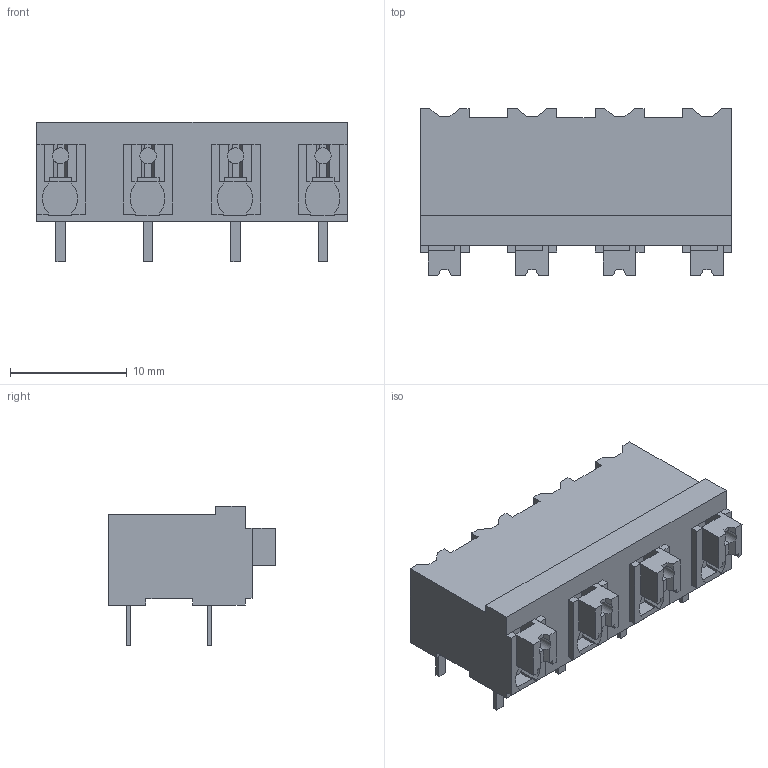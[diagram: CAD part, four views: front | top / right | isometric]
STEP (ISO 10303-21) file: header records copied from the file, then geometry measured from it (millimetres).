
FILE_DESCRIPTION(('CATIA V5 STEP Exchange','CAx-IF Rec.Pracs.--- Model Styling and Organization---1.2---2011-12-15'),'2;1');
FILE_NAME ('D1456811_0_1824900000_1824900000.stp','2018-03-15T10:04:28+00:00',('none'),('Weidmueller'),'CATIA Version 5-6 Release 2014','CATIA V5 STEP AP214','none');
FILE_SCHEMA(('AUTOMOTIVE_DESIGN { 1 0 10303 214 1 1 1 1 }'));
Length unit declared in the file: millimetre
Products named in the file (1): 1824900000 
Bounding box: 26.63 x 14.3 x 12 mm (x, y, z)
Volume: 2249.2 mm3; surface area: 1900.9 mm2
Topology: 13 solids, 13 shells, 354 faces, 1013 edges, 683 vertices
Faces by surface type: plane 322, cylinder 32
Entity records: 10614 total; most frequent: ORIENTED_EDGE 2026, CARTESIAN_POINT 1992, DIRECTION 1367, EDGE_CURVE 1013, VECTOR 929, LINE 929, VERTEX_POINT 683, EDGE_LOOP 360
